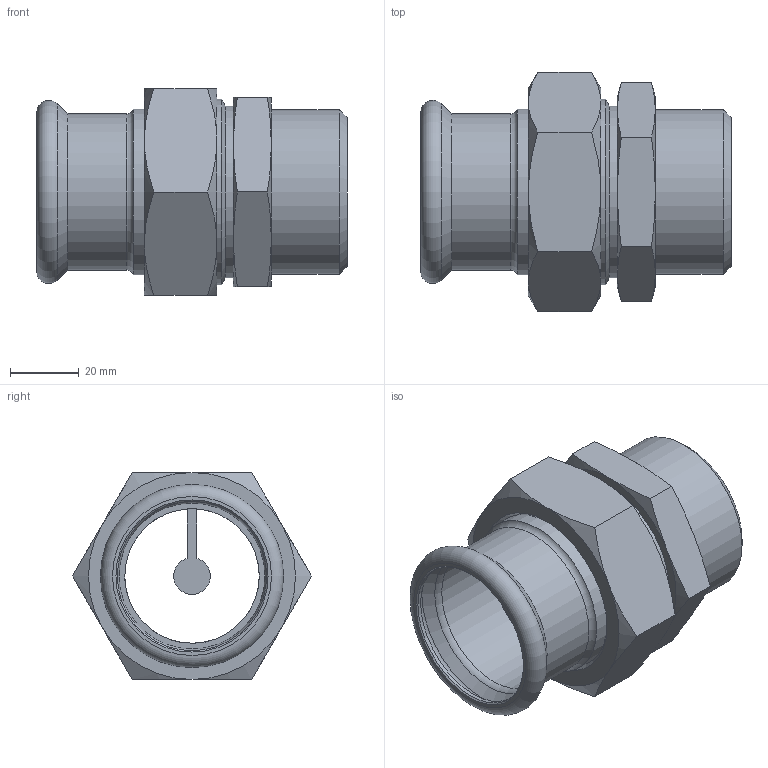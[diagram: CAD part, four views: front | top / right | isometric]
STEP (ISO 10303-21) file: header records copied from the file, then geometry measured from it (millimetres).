
FILE_DESCRIPTION(/* description */ (''),/* implementation_level */ '2;1');
FILE_NAME(/* name */ '35369.stp',/* time_stamp */ '2014-04-01T20:52:13+02:00',/* author */ ('bruh'),/* organization */ (''),/* preprocessor_version */ 'ST-DEVELOPER v15.2',/* originating_system */ 'Autodesk Inventor 2014',/* authorisation */ '');
FILE_SCHEMA (('AUTOMOTIVE_DESIGN { 1 0 10303 214 3 1 1 }'));
Length unit declared in the file: millimetre
Products named in the file (5): 101250; 101279; 400819; 101041; 35369
Bounding box: 90 x 69.28 x 60 mm (x, y, z)
Volume: 78795.8 mm3; surface area: 39910.4 mm2
Topology: 3 solids, 3 shells, 77 faces, 163 edges, 96 vertices
Faces by surface type: cone 34, plane 25, cylinder 13, torus 5
Full cylindrical faces by diameter (mm): 39 x2, 42.3 x1, 43.3 x1, 45.4 x1, 47.803 x1, 48 x2, 48.1 x1, 49.8 x1, 50.788 x1, 53.746 x1
Entity records: 1945 total; most frequent: CARTESIAN_POINT 402, DIRECTION 316, ORIENTED_EDGE 260, AXIS2_PLACEMENT_3D 148, EDGE_CURVE 130, EDGE_LOOP 114, VERTEX_POINT 90, ADVANCED_FACE 77
